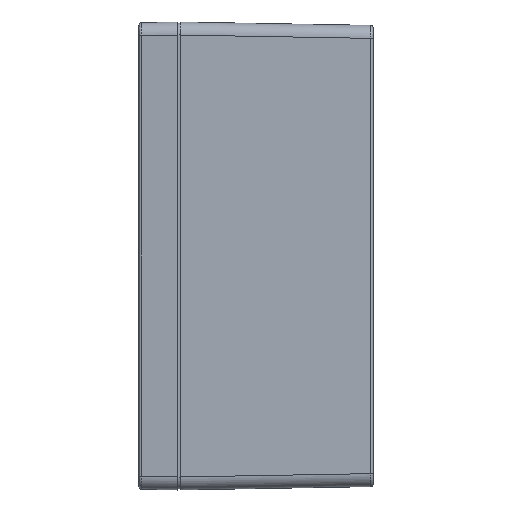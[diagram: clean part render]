
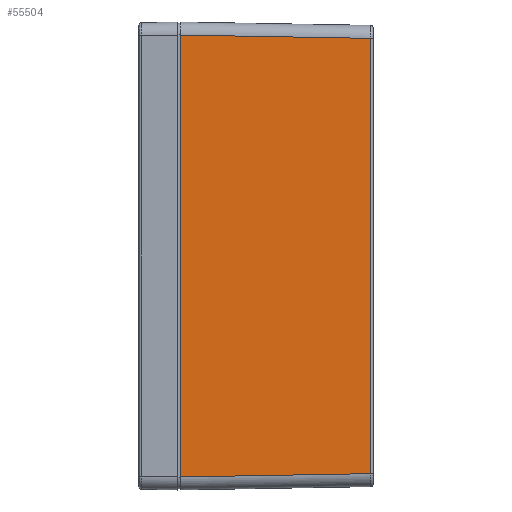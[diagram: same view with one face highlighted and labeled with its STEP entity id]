
A CAD part, left-side view. The second image highlights one B-rep face of the part: STEP entity #55504.
In plain terms, the highlighted planar face has unit normal (-1, -0.018, 0).
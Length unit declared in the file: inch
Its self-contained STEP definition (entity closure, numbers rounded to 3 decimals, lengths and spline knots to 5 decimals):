
#497 = CARTESIAN_POINT ( 'NONE',  ( -3.54262, -0.03937, -3.54331 ) ) ;
#14190 = DIRECTION ( 'NONE',  ( 0., 0., -1. ) ) ;
#18715 = DIRECTION ( 'NONE',  ( 0.017, -1., 0. ) ) ;
#22020 = VECTOR ( 'NONE', #26651, 39.37008 ) ;
#24633 = FACE_OUTER_BOUND ( 'NONE', #26392, .T. ) ;
#24642 = DIRECTION ( 'NONE',  ( 0., 0., -1. ) ) ;
#25308 = VECTOR ( 'NONE', #24642, 39.37008 ) ;
#25721 = ORIENTED_EDGE ( 'NONE', *, *, #66093, .T. ) ;
#25867 = LINE ( 'NONE', #46326, #65739 ) ;
#26114 = VECTOR ( 'NONE', #14190, 39.37008 ) ;
#26269 = VERTEX_POINT ( 'NONE', #46298 ) ;
#26392 = EDGE_LOOP ( 'NONE', ( #25721, #37583, #45337, #68013 ) ) ;
#26651 = DIRECTION ( 'NONE',  ( -0.017, 1., 0.017 ) ) ;
#29280 = LINE ( 'NONE', #76911, #22020 ) ;
#31079 = EDGE_CURVE ( 'NONE', #26269, #64484, #54221, .T. ) ;
#32473 = AXIS2_PLACEMENT_3D ( 'NONE', #77008, #72673, #18715 ) ;
#37583 = ORIENTED_EDGE ( 'NONE', *, *, #72452, .T. ) ;
#40148 = VERTEX_POINT ( 'NONE', #58768 ) ;
#40255 = CARTESIAN_POINT ( 'NONE',  ( -3.49237, -2.91801, -3.29555 ) ) ;
#42999 = LINE ( 'NONE', #497, #26114 ) ;
#45337 = ORIENTED_EDGE ( 'NONE', *, *, #31079, .F. ) ;
#46298 = CARTESIAN_POINT ( 'NONE',  ( -3.49237, -2.91801, 3.29555 ) ) ;
#46326 = CARTESIAN_POINT ( 'NONE',  ( -3.54262, -0.03937, -3.3458 ) ) ;
#46584 = EDGE_CURVE ( 'NONE', #26269, #40148, #29280, .T. ) ;
#48678 = PLANE ( 'NONE',  #32473 ) ;
#53437 = CARTESIAN_POINT ( 'NONE',  ( -3.54262, -0.03937, -3.3458 ) ) ;
#54221 = LINE ( 'NONE', #55384, #25308 ) ;
#55384 = CARTESIAN_POINT ( 'NONE',  ( -3.49237, -2.91801, -1.77165 ) ) ;
#55504 = ADVANCED_FACE ( 'NONE', ( #24633 ), #48678, .T. ) ;
#58768 = CARTESIAN_POINT ( 'NONE',  ( -3.54262, -0.03937, 3.3458 ) ) ;
#64484 = VERTEX_POINT ( 'NONE', #40255 ) ;
#65739 = VECTOR ( 'NONE', #70737, 39.37008 ) ;
#66093 = EDGE_CURVE ( 'NONE', #40148, #72564, #42999, .T. ) ;
#68013 = ORIENTED_EDGE ( 'NONE', *, *, #46584, .T. ) ;
#70737 = DIRECTION ( 'NONE',  ( 0.017, -1., 0.017 ) ) ;
#72452 = EDGE_CURVE ( 'NONE', #72564, #64484, #25867, .T. ) ;
#72564 = VERTEX_POINT ( 'NONE', #53437 ) ;
#72673 = DIRECTION ( 'NONE',  ( -1., -0.017, 0. ) ) ;
#76911 = CARTESIAN_POINT ( 'NONE',  ( -3.49237, -2.91801, 3.29555 ) ) ;
#77008 = CARTESIAN_POINT ( 'NONE',  ( -3.54331, 0., -3.54331 ) ) ;
